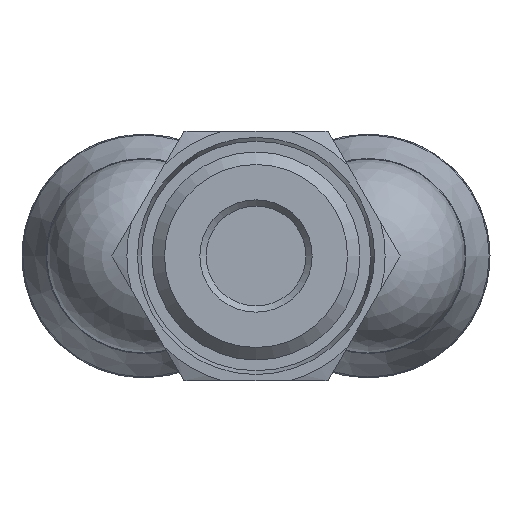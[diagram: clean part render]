
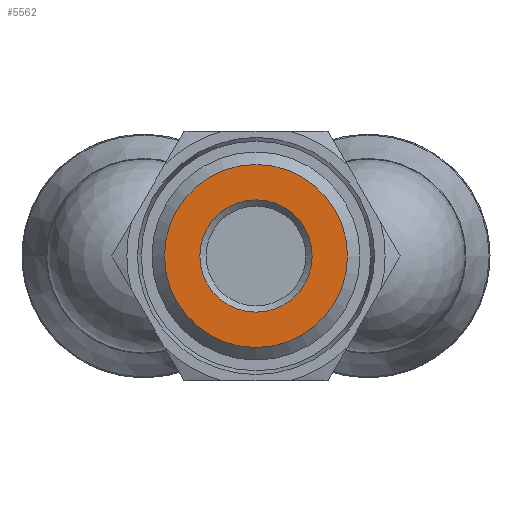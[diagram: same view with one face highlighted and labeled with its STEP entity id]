
A CAD part, front view. The second image highlights one B-rep face of the part: STEP entity #5562.
In plain terms, the highlighted face is planar.
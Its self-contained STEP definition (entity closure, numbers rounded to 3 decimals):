
#5531=CARTESIAN_POINT('',(-29.3,0.,-4.5));
#5532=VERTEX_POINT('',#5531);
#5533=CARTESIAN_POINT('',(-29.3,0.,0.0));
#5534=DIRECTION('',(-1.0,0.0,0.0));
#5535=DIRECTION('',(0.0,0.0,1.0));
#5536=AXIS2_PLACEMENT_3D('',#5533,#5534,#5535);
#5537=CIRCLE('',#5536,4.5);
#5538=EDGE_CURVE('',#5532,#5532,#5537,.T.);
#5543=CARTESIAN_POINT('',(-29.3,4.165,0.0));
#5544=DIRECTION('',(-1.0,0.0,0.0));
#5545=DIRECTION('',(0.0,0.0,1.0));
#5546=AXIS2_PLACEMENT_3D('',#5543,#5544,#5545);
#5547=PLANE('',#5546);
#5548=CARTESIAN_POINT('',(-29.3,7.331,0.));
#5549=VERTEX_POINT('',#5548);
#5550=CARTESIAN_POINT('',(-29.3,0.,0.0));
#5551=DIRECTION('',(1.0,0.0,0.0));
#5552=DIRECTION('',(0.0,-1.0,0.0));
#5553=AXIS2_PLACEMENT_3D('',#5550,#5551,#5552);
#5554=CIRCLE('',#5553,7.331);
#5555=EDGE_CURVE('',#5549,#5549,#5554,.T.);
#5556=ORIENTED_EDGE('',*,*,#5555,.F.);
#5557=EDGE_LOOP('',(#5556));
#5558=FACE_OUTER_BOUND('',#5557,.T.);
#5559=ORIENTED_EDGE('',*,*,#5538,.F.);
#5560=EDGE_LOOP('',(#5559));
#5561=FACE_BOUND('',#5560,.T.);
#5562=ADVANCED_FACE('',(#5558,#5561),#5547,.T.);
